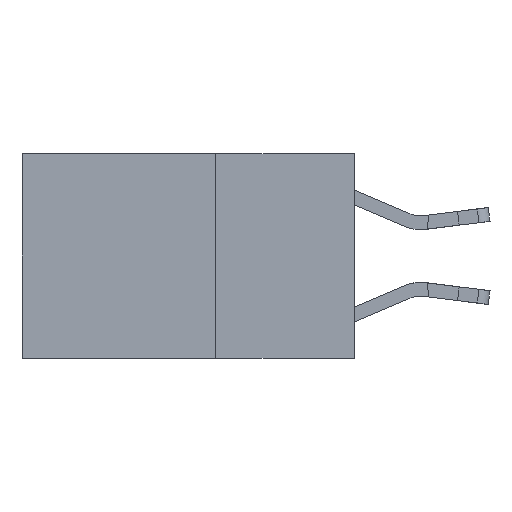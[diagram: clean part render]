
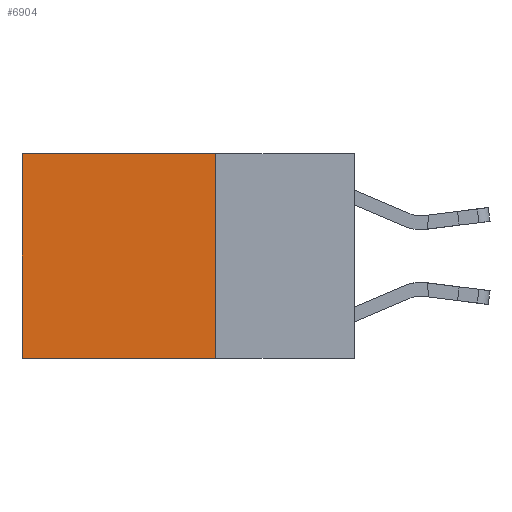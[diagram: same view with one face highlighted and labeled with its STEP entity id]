
A CAD part, left-side view. The second image highlights one B-rep face of the part: STEP entity #6904.
In plain terms, the highlighted planar face has unit normal (-1, 0, 0).
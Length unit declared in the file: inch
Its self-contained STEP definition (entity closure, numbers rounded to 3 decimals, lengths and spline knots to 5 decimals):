
#352 = VERTEX_POINT ( 'NONE', #766 ) ;
#361 = DIRECTION ( 'NONE',  ( 0., 0., -1. ) ) ;
#766 = CARTESIAN_POINT ( 'NONE',  ( 0.2625, 0.6, 0. ) ) ;
#962 = ORIENTED_EDGE ( 'NONE', *, *, #9315, .F. ) ;
#1121 = DIRECTION ( 'NONE',  ( 1., 0., 0. ) ) ;
#1253 = FACE_OUTER_BOUND ( 'NONE', #7998, .T. ) ;
#1266 = CARTESIAN_POINT ( 'NONE',  ( 0.2625, 0.25, -0.37 ) ) ;
#1788 = ORIENTED_EDGE ( 'NONE', *, *, #4657, .F. ) ;
#2153 = AXIS2_PLACEMENT_3D ( 'NONE', #6796, #1121, #361 ) ;
#2780 = CARTESIAN_POINT ( 'NONE',  ( 0.2625, 0.6, 0. ) ) ;
#3106 = VECTOR ( 'NONE', #8286, 39.37008 ) ;
#4572 = LINE ( 'NONE', #9487, #3106 ) ;
#4657 = EDGE_CURVE ( 'NONE', #9694, #14430, #4572, .T. ) ;
#4746 = PLANE ( 'NONE',  #2153 ) ;
#5192 = VERTEX_POINT ( 'NONE', #7201 ) ;
#5695 = VECTOR ( 'NONE', #7229, 39.37008 ) ;
#6697 = CARTESIAN_POINT ( 'NONE',  ( 0.2625, 0.25, 0. ) ) ;
#6711 = VECTOR ( 'NONE', #7412, 39.37008 ) ;
#6796 = CARTESIAN_POINT ( 'NONE',  ( 0.2625, 0.25, 0. ) ) ;
#6797 = ORIENTED_EDGE ( 'NONE', *, *, #11204, .T. ) ;
#6904 = ADVANCED_FACE ( 'NONE', ( #1253 ), #4746, .F. ) ;
#7201 = CARTESIAN_POINT ( 'NONE',  ( 0.2625, 0.25, 0. ) ) ;
#7229 = DIRECTION ( 'NONE',  ( 0., 1., 0. ) ) ;
#7412 = DIRECTION ( 'NONE',  ( 0., 0., -1. ) ) ;
#7998 = EDGE_LOOP ( 'NONE', ( #9837, #1788, #962, #6797 ) ) ;
#8286 = DIRECTION ( 'NONE',  ( 0., 1., 0. ) ) ;
#8291 = CARTESIAN_POINT ( 'NONE',  ( 0.2625, 0.25, 0. ) ) ;
#8367 = LINE ( 'NONE', #8291, #5695 ) ;
#8946 = EDGE_CURVE ( 'NONE', #352, #14430, #13975, .T. ) ;
#9315 = EDGE_CURVE ( 'NONE', #5192, #9694, #12447, .T. ) ;
#9487 = CARTESIAN_POINT ( 'NONE',  ( 0.2625, 0.25, -0.37 ) ) ;
#9694 = VERTEX_POINT ( 'NONE', #1266 ) ;
#9837 = ORIENTED_EDGE ( 'NONE', *, *, #8946, .T. ) ;
#11204 = EDGE_CURVE ( 'NONE', #5192, #352, #8367, .T. ) ;
#11322 = DIRECTION ( 'NONE',  ( 0., 0., -1. ) ) ;
#12016 = VECTOR ( 'NONE', #11322, 39.37008 ) ;
#12047 = CARTESIAN_POINT ( 'NONE',  ( 0.2625, 0.6, -0.37 ) ) ;
#12447 = LINE ( 'NONE', #6697, #12016 ) ;
#13975 = LINE ( 'NONE', #2780, #6711 ) ;
#14430 = VERTEX_POINT ( 'NONE', #12047 ) ;
